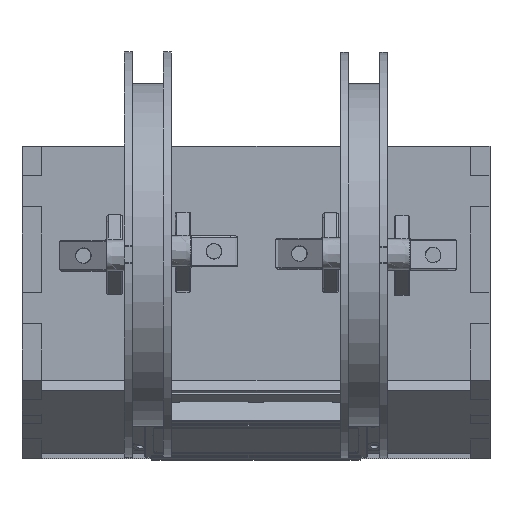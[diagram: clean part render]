
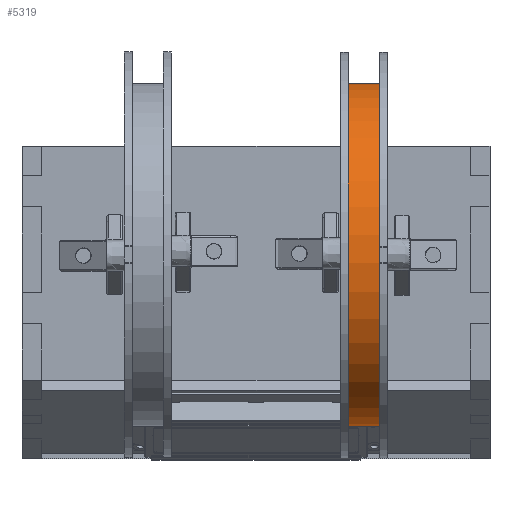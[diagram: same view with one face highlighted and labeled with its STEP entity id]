
A CAD part, top view. The second image highlights one B-rep face of the part: STEP entity #5319.
In plain terms, the highlighted free-form (B-spline) face has degree [2, 1] with [9, 2] control points.
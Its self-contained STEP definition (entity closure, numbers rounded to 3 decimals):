
#5128 = EDGE_CURVE('',#5129,#5129,#5131,.T.);
#5129 = VERTEX_POINT('',#5130);
#5130 = CARTESIAN_POINT('',(-10.384,-76.478,
    -40.061));
#5131 = ( BOUNDED_CURVE() B_SPLINE_CURVE(2,(#5132,#5133,#5134,#5135,
#5136,#5137,#5138),.UNSPECIFIED.,.T.,.F.) B_SPLINE_CURVE_WITH_KNOTS((1,2
    ,2,2,2,1),(-2.094,0.,2.094,4.189,
6.283,8.378),.UNSPECIFIED.) CURVE() 
GEOMETRIC_REPRESENTATION_ITEM() RATIONAL_B_SPLINE_CURVE((1.,0.5,1.,0.5,
1.,0.5,1.)) REPRESENTATION_ITEM('') );
#5132 = CARTESIAN_POINT('',(-10.384,-76.478,
    -40.061));
#5133 = CARTESIAN_POINT('',(-10.384,-154.798,
    -40.061));
#5134 = CARTESIAN_POINT('',(-10.384,-115.638,
    27.767));
#5135 = CARTESIAN_POINT('',(-10.384,-76.478,
    95.594));
#5136 = CARTESIAN_POINT('',(-10.384,-37.318,
    27.767));
#5137 = CARTESIAN_POINT('',(-10.384,1.843,
    -40.061));
#5138 = CARTESIAN_POINT('',(-10.384,-76.478,
    -40.061));
#5319 = ADVANCED_FACE('',(#5320),#5341,.T.);
#5320 = FACE_BOUND('',#5321,.T.);
#5321 = EDGE_LOOP('',(#5322,#5334,#5339,#5340));
#5322 = ORIENTED_EDGE('',*,*,#5323,.F.);
#5323 = EDGE_CURVE('',#5324,#5324,#5326,.T.);
#5324 = VERTEX_POINT('',#5325);
#5325 = CARTESIAN_POINT('',(-18.606,-76.478,
    -40.061));
#5326 = ( BOUNDED_CURVE() B_SPLINE_CURVE(2,(#5327,#5328,#5329,#5330,
#5331,#5332,#5333),.UNSPECIFIED.,.T.,.F.) B_SPLINE_CURVE_WITH_KNOTS((1,2
    ,2,2,2,1),(-2.094,0.,2.094,4.189,
6.283,8.378),.UNSPECIFIED.) CURVE() 
GEOMETRIC_REPRESENTATION_ITEM() RATIONAL_B_SPLINE_CURVE((1.,0.5,1.,0.5,
1.,0.5,1.)) REPRESENTATION_ITEM('') );
#5327 = CARTESIAN_POINT('',(-18.606,-76.478,
    -40.061));
#5328 = CARTESIAN_POINT('',(-18.606,-154.798,
    -40.061));
#5329 = CARTESIAN_POINT('',(-18.606,-115.638,
    27.767));
#5330 = CARTESIAN_POINT('',(-18.606,-76.478,
    95.594));
#5331 = CARTESIAN_POINT('',(-18.606,-37.318,
    27.767));
#5332 = CARTESIAN_POINT('',(-18.606,1.843,
    -40.061));
#5333 = CARTESIAN_POINT('',(-18.606,-76.478,
    -40.061));
#5334 = ORIENTED_EDGE('',*,*,#5335,.T.);
#5335 = EDGE_CURVE('',#5324,#5129,#5336,.T.);
#5336 = B_SPLINE_CURVE_WITH_KNOTS('',1,(#5337,#5338),.UNSPECIFIED.,.F.,
  .F.,(2,2),(0.,10.),.PIECEWISE_BEZIER_KNOTS.);
#5337 = CARTESIAN_POINT('',(-18.606,-76.478,
    -40.061));
#5338 = CARTESIAN_POINT('',(-10.384,-76.478,
    -40.061));
#5339 = ORIENTED_EDGE('',*,*,#5128,.T.);
#5340 = ORIENTED_EDGE('',*,*,#5335,.F.);
#5341 = ( BOUNDED_SURFACE() B_SPLINE_SURFACE(2,1,(
    (#5342,#5343)
    ,(#5344,#5345)
    ,(#5346,#5347)
    ,(#5348,#5349)
    ,(#5350,#5351)
    ,(#5352,#5353)
    ,(#5354,#5355)
    ,(#5356,#5357)
    ,(#5358,#5359
)),.UNSPECIFIED.,.T.,.F.,.F.) B_SPLINE_SURFACE_WITH_KNOTS((3,2,2,2,3),(2
    ,2),(3.142,4.189,6.283,8.378,
    9.425),(0.,10.),.UNSPECIFIED.) 
GEOMETRIC_REPRESENTATION_ITEM() RATIONAL_B_SPLINE_SURFACE((
    (0.75,0.75)
    ,(0.75,0.75)
    ,(1.,1.)
    ,(0.5,0.5)
    ,(1.,1.)
    ,(0.5,0.5)
    ,(1.,1.)
    ,(0.75,0.75)
,(0.75,0.75))) REPRESENTATION_ITEM('') SURFACE() );
#5342 = CARTESIAN_POINT('',(-18.606,-76.478,
    -40.061));
#5343 = CARTESIAN_POINT('',(-10.384,-76.478,
    -40.061));
#5344 = CARTESIAN_POINT('',(-18.606,-50.371,
    -40.061));
#5345 = CARTESIAN_POINT('',(-10.384,-50.371,
    -40.061));
#5346 = CARTESIAN_POINT('',(-18.606,-37.318,
    -17.452));
#5347 = CARTESIAN_POINT('',(-10.384,-37.318,
    -17.452));
#5348 = CARTESIAN_POINT('',(-18.606,1.843,
    50.376));
#5349 = CARTESIAN_POINT('',(-10.384,1.843,
    50.376));
#5350 = CARTESIAN_POINT('',(-18.606,-76.478,
    50.376));
#5351 = CARTESIAN_POINT('',(-10.384,-76.478,
    50.376));
#5352 = CARTESIAN_POINT('',(-18.606,-154.798,
    50.376));
#5353 = CARTESIAN_POINT('',(-10.384,-154.798,
    50.376));
#5354 = CARTESIAN_POINT('',(-18.606,-115.638,
    -17.452));
#5355 = CARTESIAN_POINT('',(-10.384,-115.638,
    -17.452));
#5356 = CARTESIAN_POINT('',(-18.606,-102.585,
    -40.061));
#5357 = CARTESIAN_POINT('',(-10.384,-102.585,
    -40.061));
#5358 = CARTESIAN_POINT('',(-18.606,-76.478,
    -40.061));
#5359 = CARTESIAN_POINT('',(-10.384,-76.478,
    -40.061));
